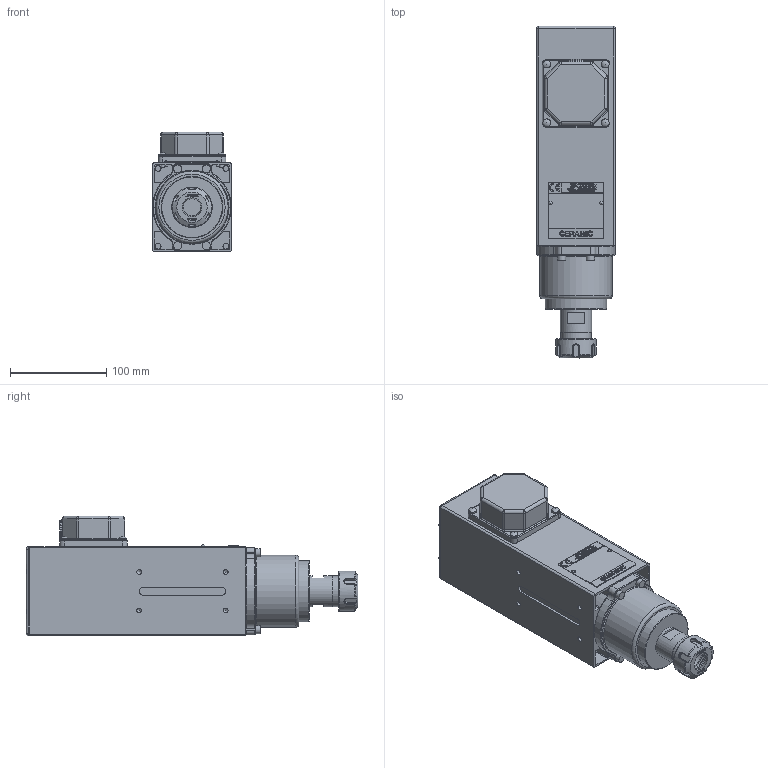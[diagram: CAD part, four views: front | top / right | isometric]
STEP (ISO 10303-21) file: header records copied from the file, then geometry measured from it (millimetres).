
FILE_DESCRIPTION(/* description */ ('Alibre Inc.'),/* implementation_level */ '2;1');
FILE_NAME(/* name */ 'export-FD0FCDFB-F3D6-4637-B62B-9CBA3D76ED5B',/* time_stamp */ '2023-10-02T10:09:06+02:00',/* author */ (''),/* organization */ (''),/* preprocessor_version */ 'ST-DEVELOPER v17',/* originating_system */ 'Alibre',/* authorisation */ '');
FILE_SCHEMA (('AUTOMOTIVE_DESIGN'));
Length unit declared in the file: millimetre
Products named in the file (1): VIT0504010FZ
Bounding box: 83 x 345.3 x 124.7 mm (x, y, z)
Volume: 1931060.6 mm3; surface area: 193037.5 mm2
Topology: 1 solids, 7 shells, 1708 faces, 4575 edges, 3008 vertices
Faces by surface type: plane 1249, cylinder 288, bspline 76, cone 52, torus 24, sphere 19
Full cylindrical faces by diameter (mm): 2.49 x4, 2.5 x2, 3.714 x4, 4 x12, 4.917 x22, 5 x4, 6 x4, 8 x4, 8.5 x4, 17.294 x1, 18 x1, 25 x1, 27 x1, 30.376 x1, 32 x1, 32.5 x2, 42 x1, 64 x1, 75 x1
Entity records: 58805 total; most frequent: CARTESIAN_POINT 15725, ORIENTED_EDGE 9084, DIRECTION 7008, EDGE_CURVE 4542, VECTOR 3557, LINE 3557, VERTEX_POINT 3008, AXIS2_PLACEMENT_3D 2358
